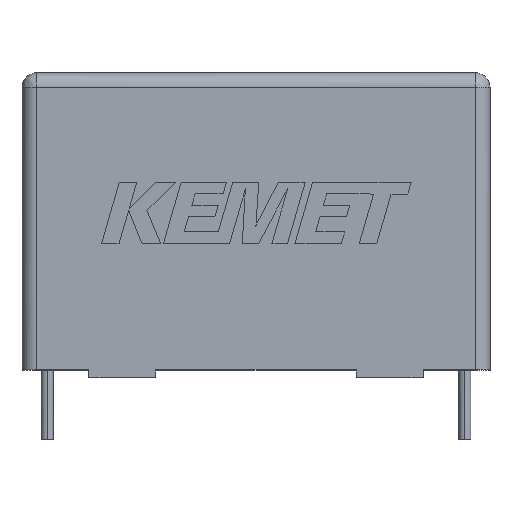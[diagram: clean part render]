
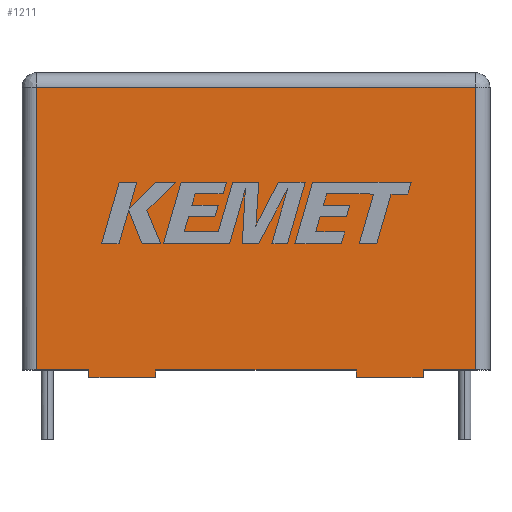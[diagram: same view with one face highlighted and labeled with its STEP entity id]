
A CAD part, top view. The second image highlights one B-rep face of the part: STEP entity #1211.
In plain terms, the highlighted planar face has unit normal (0, 0, 1).
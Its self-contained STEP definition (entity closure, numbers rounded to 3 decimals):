
#43=PLANE('',#3514);
#1211=ADVANCED_FACE('',(#1308),#43,.T.);
#1308=FACE_OUTER_BOUND('',#1405,.T.);
#1405=EDGE_LOOP('',(#1662,#1663,#1664,#1665,#1666,#1667,#1668,#1669,#1670,
#1671,#1672,#1673));
#1662=ORIENTED_EDGE('',*,*,#2161,.F.);
#1663=ORIENTED_EDGE('',*,*,#2162,.F.);
#1664=ORIENTED_EDGE('',*,*,#2163,.F.);
#1665=ORIENTED_EDGE('',*,*,#2164,.F.);
#1666=ORIENTED_EDGE('',*,*,#2165,.F.);
#1667=ORIENTED_EDGE('',*,*,#2166,.F.);
#1668=ORIENTED_EDGE('',*,*,#2167,.F.);
#1669=ORIENTED_EDGE('',*,*,#2168,.F.);
#1670=ORIENTED_EDGE('',*,*,#2169,.F.);
#1671=ORIENTED_EDGE('',*,*,#2170,.F.);
#1672=ORIENTED_EDGE('',*,*,#2171,.F.);
#1673=ORIENTED_EDGE('',*,*,#2160,.F.);
#2160=EDGE_CURVE('',#3156,#3157,#2618,.T.);
#2161=EDGE_CURVE('',#3158,#3156,#2619,.T.);
#2162=EDGE_CURVE('',#3159,#3158,#2620,.T.);
#2163=EDGE_CURVE('',#3160,#3159,#2621,.T.);
#2164=EDGE_CURVE('',#3161,#3160,#2622,.T.);
#2165=EDGE_CURVE('',#3162,#3161,#2623,.T.);
#2166=EDGE_CURVE('',#3163,#3162,#2624,.T.);
#2167=EDGE_CURVE('',#3164,#3163,#2625,.T.);
#2168=EDGE_CURVE('',#3165,#3164,#2626,.T.);
#2169=EDGE_CURVE('',#3166,#3165,#2627,.T.);
#2170=EDGE_CURVE('',#3167,#3166,#2628,.T.);
#2171=EDGE_CURVE('',#3157,#3167,#2629,.T.);
#2618=B_SPLINE_CURVE_WITH_KNOTS('',1,(#4777,#4778),.UNSPECIFIED.,.F.,.F.,
(2,2),(-3.5,0.),.UNSPECIFIED.);
#2619=B_SPLINE_CURVE_WITH_KNOTS('',1,(#4779,#4780),.UNSPECIFIED.,.F.,.F.,
(2,2),(0.,0.5),.UNSPECIFIED.);
#2620=B_SPLINE_CURVE_WITH_KNOTS('',1,(#4781,#4782),.UNSPECIFIED.,.F.,.F.,
(2,2),(0.,4.5),.UNSPECIFIED.);
#2621=B_SPLINE_CURVE_WITH_KNOTS('',1,(#4783,#4784),.UNSPECIFIED.,.F.,.F.,
(2,2),(-0.5,0.),.UNSPECIFIED.);
#2622=B_SPLINE_CURVE_WITH_KNOTS('',1,(#4785,#4786),.UNSPECIFIED.,.F.,.F.,
(2,2),(-13.5,0.),.UNSPECIFIED.);
#2623=B_SPLINE_CURVE_WITH_KNOTS('',1,(#4787,#4788),.UNSPECIFIED.,.F.,.F.,
(2,2),(0.,0.5),.UNSPECIFIED.);
#2624=B_SPLINE_CURVE_WITH_KNOTS('',1,(#4789,#4790),.UNSPECIFIED.,.F.,.F.,
(2,2),(0.,4.5),.UNSPECIFIED.);
#2625=B_SPLINE_CURVE_WITH_KNOTS('',1,(#4791,#4792),.UNSPECIFIED.,.F.,.F.,
(2,2),(-0.5,0.),.UNSPECIFIED.);
#2626=B_SPLINE_CURVE_WITH_KNOTS('',1,(#4793,#4794),.UNSPECIFIED.,.F.,.F.,
(2,2),(-3.5,0.),.UNSPECIFIED.);
#2627=B_SPLINE_CURVE_WITH_KNOTS('',1,(#4795,#4796),.UNSPECIFIED.,.F.,.F.,
(2,2),(-19.,0.),.UNSPECIFIED.);
#2628=B_SPLINE_CURVE_WITH_KNOTS('',1,(#4797,#4798),.UNSPECIFIED.,.F.,.F.,
(2,2),(-29.5,0.),.UNSPECIFIED.);
#2629=B_SPLINE_CURVE_WITH_KNOTS('',1,(#4799,#4800),.UNSPECIFIED.,.F.,.F.,
(2,2),(-19.,0.),.UNSPECIFIED.);
#3156=VERTEX_POINT('',#4765);
#3157=VERTEX_POINT('',#4766);
#3158=VERTEX_POINT('',#4767);
#3159=VERTEX_POINT('',#4768);
#3160=VERTEX_POINT('',#4769);
#3161=VERTEX_POINT('',#4770);
#3162=VERTEX_POINT('',#4771);
#3163=VERTEX_POINT('',#4772);
#3164=VERTEX_POINT('',#4773);
#3165=VERTEX_POINT('',#4774);
#3166=VERTEX_POINT('',#4775);
#3167=VERTEX_POINT('',#4776);
#3514=AXIS2_PLACEMENT_3D('',#4764,#3596,$);
#3596=DIRECTION('',(0.,0.,1.));
#4764=CARTESIAN_POINT('',(17.705,21.698,10.5));
#4765=CARTESIAN_POINT('',(-11.245,0.748,10.5));
#4766=CARTESIAN_POINT('',(-14.745,0.748,10.5));
#4767=CARTESIAN_POINT('',(-11.245,0.248,10.5));
#4768=CARTESIAN_POINT('',(-6.745,0.248,10.5));
#4769=CARTESIAN_POINT('',(-6.745,0.748,10.5));
#4770=CARTESIAN_POINT('',(6.755,0.748,10.5));
#4771=CARTESIAN_POINT('',(6.755,0.248,10.5));
#4772=CARTESIAN_POINT('',(11.255,0.248,10.5));
#4773=CARTESIAN_POINT('',(11.255,0.748,10.5));
#4774=CARTESIAN_POINT('',(14.755,0.748,10.5));
#4775=CARTESIAN_POINT('',(14.755,19.748,10.5));
#4776=CARTESIAN_POINT('',(-14.745,19.748,10.5));
#4777=CARTESIAN_POINT('',(-11.245,0.748,10.5));
#4778=CARTESIAN_POINT('',(-14.745,0.748,10.5));
#4779=CARTESIAN_POINT('',(-11.245,0.248,10.5));
#4780=CARTESIAN_POINT('',(-11.245,0.748,10.5));
#4781=CARTESIAN_POINT('',(-6.745,0.248,10.5));
#4782=CARTESIAN_POINT('',(-11.245,0.248,10.5));
#4783=CARTESIAN_POINT('',(-6.745,0.748,10.5));
#4784=CARTESIAN_POINT('',(-6.745,0.248,10.5));
#4785=CARTESIAN_POINT('',(6.755,0.748,10.5));
#4786=CARTESIAN_POINT('',(-6.745,0.748,10.5));
#4787=CARTESIAN_POINT('',(6.755,0.248,10.5));
#4788=CARTESIAN_POINT('',(6.755,0.748,10.5));
#4789=CARTESIAN_POINT('',(11.255,0.248,10.5));
#4790=CARTESIAN_POINT('',(6.755,0.248,10.5));
#4791=CARTESIAN_POINT('',(11.255,0.748,10.5));
#4792=CARTESIAN_POINT('',(11.255,0.248,10.5));
#4793=CARTESIAN_POINT('',(14.755,0.748,10.5));
#4794=CARTESIAN_POINT('',(11.255,0.748,10.5));
#4795=CARTESIAN_POINT('',(14.755,19.748,10.5));
#4796=CARTESIAN_POINT('',(14.755,0.748,10.5));
#4797=CARTESIAN_POINT('',(-14.745,19.748,10.5));
#4798=CARTESIAN_POINT('',(14.755,19.748,10.5));
#4799=CARTESIAN_POINT('',(-14.745,0.748,10.5));
#4800=CARTESIAN_POINT('',(-14.745,19.748,10.5));
